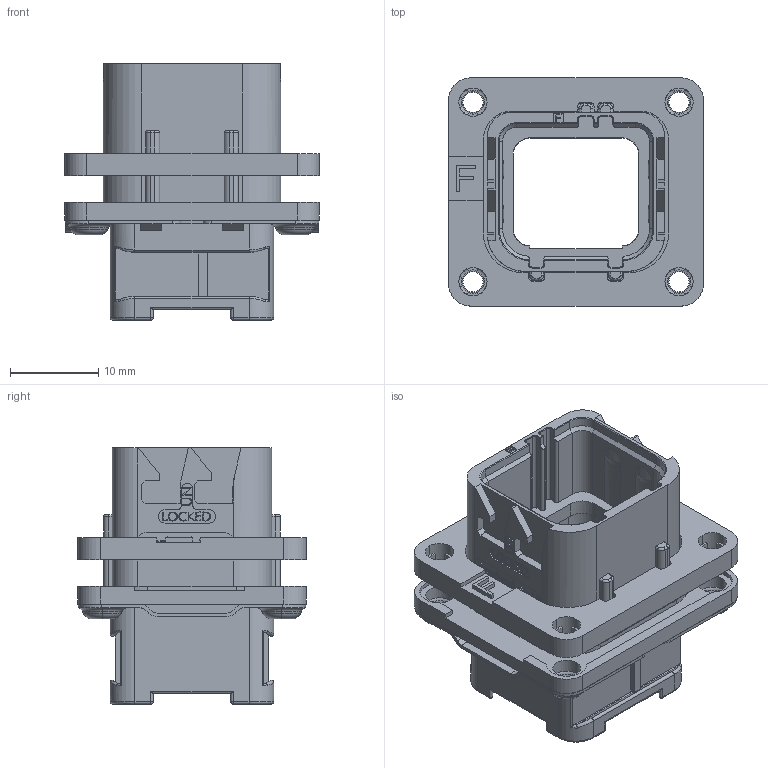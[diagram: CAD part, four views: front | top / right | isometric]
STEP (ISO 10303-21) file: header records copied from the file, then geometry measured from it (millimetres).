
FILE_DESCRIPTION((''),'2;1');
FILE_NAME('SIM2B24F101','2019-10-18T',('presta_be4'),(''),'CREO PARAMETRIC BY PTC INC, 2018360','CREO PARAMETRIC BY PTC INC, 2018360','');
FILE_SCHEMA(('CONFIG_CONTROL_DESIGN'));
Products named in the file (1): SIM2B24F101
Bounding box: 28.8 x 25.8 x 28.97 mm (x, y, z)
Volume: 4986.5 mm3; surface area: 6773.1 mm2
Topology: 2 solids, 2 shells, 1724 faces, 4773 edges, 3108 vertices
Faces by surface type: plane 704, extrusion 608, cylinder 260, torus 76, bspline 28, sphere 24, cone 24
Entity records: 58242 total; most frequent: CARTESIAN_POINT 16496, ORIENTED_EDGE 9530, DIRECTION 6799, EDGE_CURVE 4765, VECTOR 3291, VERTEX_POINT 3108, LINE 2683, B_SPLINE_CURVE_WITH_KNOTS 2024
